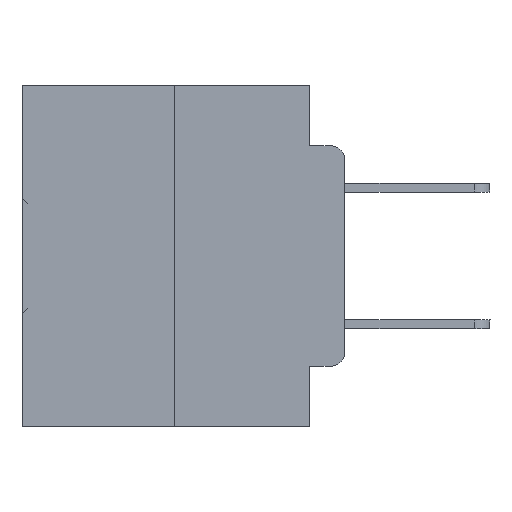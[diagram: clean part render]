
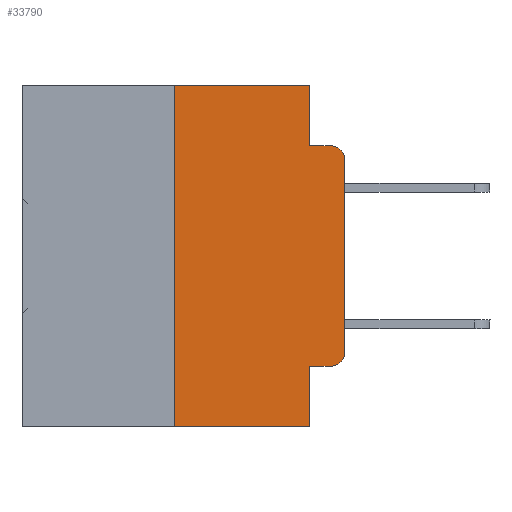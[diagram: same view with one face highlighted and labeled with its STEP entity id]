
A CAD part, left-side view. The second image highlights one B-rep face of the part: STEP entity #33790.
In plain terms, the highlighted planar face has unit normal (-1, 0, 0).
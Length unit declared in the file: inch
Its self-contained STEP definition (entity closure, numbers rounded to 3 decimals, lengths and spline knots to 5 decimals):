
#553 = EDGE_CURVE ( 'NONE', #22777, #30220, #18122, .T. ) ;
#685 = DIRECTION ( 'NONE',  ( 0., -1., 0. ) ) ;
#747 = VERTEX_POINT ( 'NONE', #6385 ) ;
#1708 = ORIENTED_EDGE ( 'NONE', *, *, #30367, .T. ) ;
#2328 = VERTEX_POINT ( 'NONE', #20796 ) ;
#2418 = PLANE ( 'NONE',  #11811 ) ;
#3254 = DIRECTION ( 'NONE',  ( 0., -1., 0. ) ) ;
#3749 = DIRECTION ( 'NONE',  ( -1., 0., 0. ) ) ;
#4896 = VERTEX_POINT ( 'NONE', #16542 ) ;
#5096 = ORIENTED_EDGE ( 'NONE', *, *, #18762, .F. ) ;
#5738 = DIRECTION ( 'NONE',  ( 1., 0., 0. ) ) ;
#5741 = CARTESIAN_POINT ( 'NONE',  ( 0., 0.473, 0. ) ) ;
#6173 = CARTESIAN_POINT ( 'NONE',  ( 0., 0.051, -0.0885 ) ) ;
#6384 = DIRECTION ( 'NONE',  ( 0., -1., 0. ) ) ;
#6385 = CARTESIAN_POINT ( 'NONE',  ( 0., 0.02, -0.4115 ) ) ;
#7056 = LINE ( 'NONE', #17895, #18265 ) ;
#7147 = EDGE_CURVE ( 'NONE', #30107, #32105, #22468, .T. ) ;
#7603 = VERTEX_POINT ( 'NONE', #11858 ) ;
#7607 = DIRECTION ( 'NONE',  ( 0., 0., 1. ) ) ;
#7622 = EDGE_CURVE ( 'NONE', #15052, #32105, #30138, .T. ) ;
#7714 = CARTESIAN_POINT ( 'NONE',  ( 0., 0.02, -0.0885 ) ) ;
#8839 = VECTOR ( 'NONE', #32464, 39.37008 ) ;
#9368 = VECTOR ( 'NONE', #685, 39.37008 ) ;
#10341 = ORIENTED_EDGE ( 'NONE', *, *, #7147, .T. ) ;
#10561 = CARTESIAN_POINT ( 'NONE',  ( 0., 0.051, -0.4115 ) ) ;
#10784 = CARTESIAN_POINT ( 'NONE',  ( 0., 0.051, 0. ) ) ;
#11548 = CARTESIAN_POINT ( 'NONE',  ( 0., 0., -0.1085 ) ) ;
#11752 = EDGE_LOOP ( 'NONE', ( #34866, #10341, #23653, #5096, #28733, #12333, #1708, #25842, #17981, #18994 ) ) ;
#11811 = AXIS2_PLACEMENT_3D ( 'NONE', #29376, #5738, #21419 ) ;
#11858 = CARTESIAN_POINT ( 'NONE',  ( 0., 0., -0.3915 ) ) ;
#12046 = DIRECTION ( 'NONE',  ( 0., -1., 0. ) ) ;
#12333 = ORIENTED_EDGE ( 'NONE', *, *, #16706, .F. ) ;
#12588 = VECTOR ( 'NONE', #18470, 39.37008 ) ;
#13124 = LINE ( 'NONE', #15256, #20524 ) ;
#13640 = CARTESIAN_POINT ( 'NONE',  ( 0., 0.02, -0.3915 ) ) ;
#14386 = CARTESIAN_POINT ( 'NONE',  ( 0., 0.051, -0.5 ) ) ;
#15052 = VERTEX_POINT ( 'NONE', #23983 ) ;
#15256 = CARTESIAN_POINT ( 'NONE',  ( 0., 0.25, 0. ) ) ;
#15900 = FACE_OUTER_BOUND ( 'NONE', #11752, .T. ) ;
#16542 = CARTESIAN_POINT ( 'NONE',  ( 0., 0.25, -0.5 ) ) ;
#16706 = EDGE_CURVE ( 'NONE', #4896, #33849, #13124, .T. ) ;
#16750 = AXIS2_PLACEMENT_3D ( 'NONE', #13640, #34911, #23943 ) ;
#16956 = EDGE_CURVE ( 'NONE', #22777, #747, #25350, .T. ) ;
#17895 = CARTESIAN_POINT ( 'NONE',  ( 0., 0.473, -0.5 ) ) ;
#17981 = ORIENTED_EDGE ( 'NONE', *, *, #16956, .T. ) ;
#18122 = LINE ( 'NONE', #23791, #12588 ) ;
#18260 = VECTOR ( 'NONE', #27263, 39.37008 ) ;
#18265 = VECTOR ( 'NONE', #6384, 39.37008 ) ;
#18470 = DIRECTION ( 'NONE',  ( 0., 0., -1. ) ) ;
#18762 = EDGE_CURVE ( 'NONE', #2328, #15052, #27081, .T. ) ;
#18994 = ORIENTED_EDGE ( 'NONE', *, *, #21737, .T. ) ;
#20524 = VECTOR ( 'NONE', #7607, 39.37008 ) ;
#20796 = CARTESIAN_POINT ( 'NONE',  ( 0., 0.051, 0. ) ) ;
#21419 = DIRECTION ( 'NONE',  ( 0., 0., -1. ) ) ;
#21737 = EDGE_CURVE ( 'NONE', #747, #7603, #22986, .T. ) ;
#22245 = VECTOR ( 'NONE', #12046, 39.37008 ) ;
#22468 = CIRCLE ( 'NONE', #31496, 0.02 ) ;
#22777 = VERTEX_POINT ( 'NONE', #10561 ) ;
#22986 = CIRCLE ( 'NONE', #16750, 0.02 ) ;
#23653 = ORIENTED_EDGE ( 'NONE', *, *, #7622, .F. ) ;
#23791 = CARTESIAN_POINT ( 'NONE',  ( 0., 0.051, 0. ) ) ;
#23943 = DIRECTION ( 'NONE',  ( 0., 0., -1. ) ) ;
#23983 = CARTESIAN_POINT ( 'NONE',  ( 0., 0.051, -0.0885 ) ) ;
#24324 = LINE ( 'NONE', #26803, #8839 ) ;
#25004 = EDGE_CURVE ( 'NONE', #33849, #2328, #27911, .T. ) ;
#25350 = LINE ( 'NONE', #31027, #22245 ) ;
#25842 = ORIENTED_EDGE ( 'NONE', *, *, #553, .F. ) ;
#26803 = CARTESIAN_POINT ( 'NONE',  ( 0., 0., 0. ) ) ;
#27081 = LINE ( 'NONE', #10784, #18260 ) ;
#27263 = DIRECTION ( 'NONE',  ( 0., 0., -1. ) ) ;
#27674 = VECTOR ( 'NONE', #3254, 39.37008 ) ;
#27873 = DIRECTION ( 'NONE',  ( 0., 0., -1. ) ) ;
#27911 = LINE ( 'NONE', #5741, #27674 ) ;
#28733 = ORIENTED_EDGE ( 'NONE', *, *, #25004, .F. ) ;
#29376 = CARTESIAN_POINT ( 'NONE',  ( 0., 0.473, 0. ) ) ;
#30107 = VERTEX_POINT ( 'NONE', #11548 ) ;
#30138 = LINE ( 'NONE', #6173, #9368 ) ;
#30220 = VERTEX_POINT ( 'NONE', #14386 ) ;
#30367 = EDGE_CURVE ( 'NONE', #4896, #30220, #7056, .T. ) ;
#30718 = CARTESIAN_POINT ( 'NONE',  ( 0., 0.02, -0.1085 ) ) ;
#31027 = CARTESIAN_POINT ( 'NONE',  ( 0., 0.051, -0.4115 ) ) ;
#31392 = EDGE_CURVE ( 'NONE', #7603, #30107, #24324, .T. ) ;
#31496 = AXIS2_PLACEMENT_3D ( 'NONE', #30718, #3749, #27873 ) ;
#32105 = VERTEX_POINT ( 'NONE', #7714 ) ;
#32464 = DIRECTION ( 'NONE',  ( 0., 0., 1. ) ) ;
#33790 = ADVANCED_FACE ( 'NONE', ( #15900 ), #2418, .F. ) ;
#33849 = VERTEX_POINT ( 'NONE', #34510 ) ;
#34510 = CARTESIAN_POINT ( 'NONE',  ( 0., 0.25, 0. ) ) ;
#34866 = ORIENTED_EDGE ( 'NONE', *, *, #31392, .T. ) ;
#34911 = DIRECTION ( 'NONE',  ( -1., 0., 0. ) ) ;
